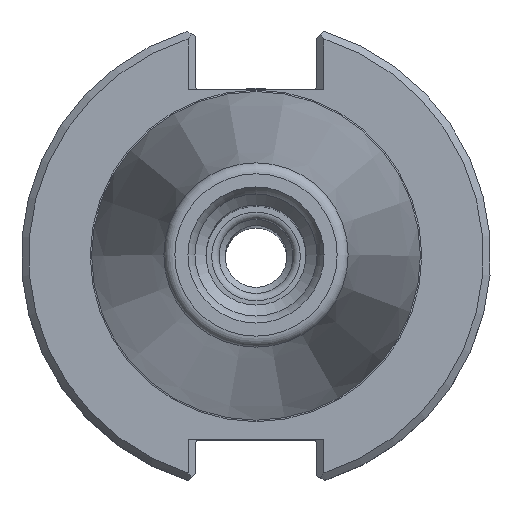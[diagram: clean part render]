
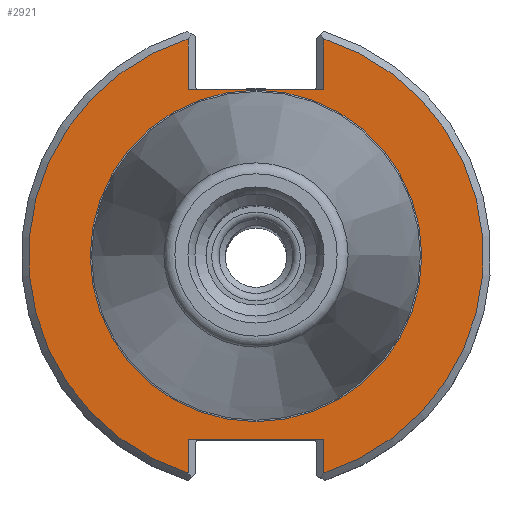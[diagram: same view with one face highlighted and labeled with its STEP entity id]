
A CAD part, top view. The second image highlights one B-rep face of the part: STEP entity #2921.
In plain terms, the highlighted planar face has unit normal (0, 0, 1).
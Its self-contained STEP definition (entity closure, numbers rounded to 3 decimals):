
#47=LINE('',#3986,#116);
#55=LINE('',#4010,#124);
#62=LINE('',#4037,#131);
#65=LINE('',#4046,#134);
#66=LINE('',#4048,#135);
#67=LINE('',#4050,#136);
#116=VECTOR('',#3367,1000.);
#124=VECTOR('',#3387,1000.);
#131=VECTOR('',#3416,1000.);
#134=VECTOR('',#3425,1000.);
#135=VECTOR('',#3426,1000.);
#136=VECTOR('',#3427,1000.);
#383=ORIENTED_EDGE('',*,*,#873,.F.);
#384=ORIENTED_EDGE('',*,*,#874,.T.);
#385=ORIENTED_EDGE('',*,*,#875,.T.);
#386=ORIENTED_EDGE('',*,*,#876,.F.);
#387=ORIENTED_EDGE('',*,*,#877,.T.);
#388=ORIENTED_EDGE('',*,*,#878,.T.);
#389=ORIENTED_EDGE('',*,*,#857,.T.);
#390=ORIENTED_EDGE('',*,*,#845,.F.);
#391=ORIENTED_EDGE('',*,*,#870,.T.);
#845=EDGE_CURVE('',#1099,#1092,#47,.T.);
#857=EDGE_CURVE('',#1107,#1092,#55,.T.);
#870=EDGE_CURVE('',#1099,#1117,#62,.T.);
#873=EDGE_CURVE('',#1120,#1120,#1296,.T.);
#874=EDGE_CURVE('',#1117,#1121,#1297,.T.);
#875=EDGE_CURVE('',#1121,#1122,#65,.T.);
#876=EDGE_CURVE('',#1123,#1122,#66,.T.);
#877=EDGE_CURVE('',#1123,#1124,#67,.T.);
#878=EDGE_CURVE('',#1124,#1107,#1298,.T.);
#1092=VERTEX_POINT('',#3971);
#1099=VERTEX_POINT('',#3985);
#1107=VERTEX_POINT('',#4004);
#1117=VERTEX_POINT('',#4035);
#1120=VERTEX_POINT('',#4043);
#1121=VERTEX_POINT('',#4045);
#1122=VERTEX_POINT('',#4047);
#1123=VERTEX_POINT('',#4049);
#1124=VERTEX_POINT('',#4051);
#1296=CIRCLE('',#3089,22.413);
#1297=CIRCLE('',#3090,30.75);
#1298=CIRCLE('',#3091,30.75);
#1431=EDGE_LOOP('',(#383));
#1432=EDGE_LOOP('',(#384,#385,#386,#387,#388,#389,#390,#391));
#1658=FACE_BOUND('',#1431,.T.);
#1659=FACE_BOUND('',#1432,.T.);
#1874=PLANE('',#3088);
#2921=ADVANCED_FACE('',(#1658,#1659),#1874,.T.);
#3088=AXIS2_PLACEMENT_3D('',#4041,#3419,#3420);
#3089=AXIS2_PLACEMENT_3D('',#4042,#3421,#3422);
#3090=AXIS2_PLACEMENT_3D('',#4044,#3423,#3424);
#3091=AXIS2_PLACEMENT_3D('',#4052,#3428,#3429);
#3367=DIRECTION('',(1.,0.,0.));
#3387=DIRECTION('',(0.,-1.,0.));
#3416=DIRECTION('',(0.,1.,0.));
#3419=DIRECTION('',(0.,0.,1.));
#3420=DIRECTION('',(1.,0.,0.));
#3421=DIRECTION('',(0.,0.,1.));
#3422=DIRECTION('',(1.,0.,0.));
#3423=DIRECTION('',(0.,0.,1.));
#3424=DIRECTION('',(1.,0.,0.));
#3425=DIRECTION('',(0.,1.,0.));
#3426=DIRECTION('',(-1.,0.,0.));
#3427=DIRECTION('',(0.,-1.,0.));
#3428=DIRECTION('',(0.,0.,1.));
#3429=DIRECTION('',(1.,0.,0.));
#3971=CARTESIAN_POINT('',(9.19,22.46,-3.17));
#3985=CARTESIAN_POINT('',(-9.19,22.46,-3.17));
#3986=CARTESIAN_POINT('',(-8.19,22.46,-3.17));
#4004=CARTESIAN_POINT('',(9.19,29.345,-3.17));
#4010=CARTESIAN_POINT('',(9.19,22.46,-3.17));
#4035=CARTESIAN_POINT('',(-9.19,29.345,-3.17));
#4037=CARTESIAN_POINT('',(-9.19,30.831,-3.17));
#4041=CARTESIAN_POINT('',(22.413,0.,-3.17));
#4042=CARTESIAN_POINT('',(0.,0.,-3.17));
#4043=CARTESIAN_POINT('',(22.413,0.,-3.17));
#4044=CARTESIAN_POINT('',(0.,0.,-3.17));
#4045=CARTESIAN_POINT('',(-9.19,-29.345,-3.17));
#4046=CARTESIAN_POINT('',(-9.19,-24.87,-3.17));
#4047=CARTESIAN_POINT('',(-9.19,-24.87,-3.17));
#4048=CARTESIAN_POINT('',(8.19,-24.87,-3.17));
#4049=CARTESIAN_POINT('',(9.19,-24.87,-3.17));
#4050=CARTESIAN_POINT('',(9.19,-30.831,-3.17));
#4051=CARTESIAN_POINT('',(9.19,-29.345,-3.17));
#4052=CARTESIAN_POINT('',(0.,0.,-3.17));
